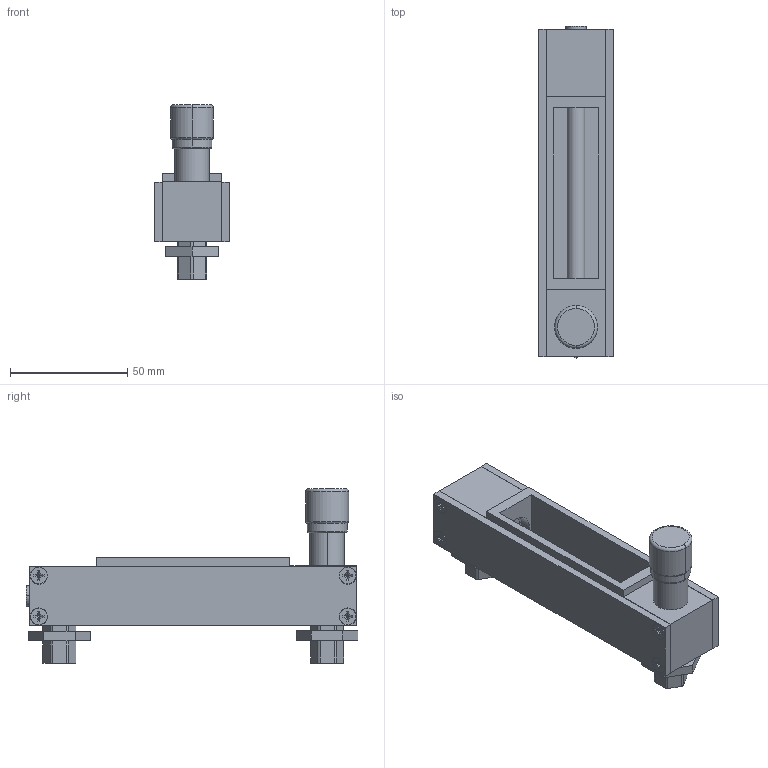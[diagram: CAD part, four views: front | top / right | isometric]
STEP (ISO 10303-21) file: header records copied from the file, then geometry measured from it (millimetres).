
FILE_DESCRIPTION((''),'2;1');
FILE_NAME('MJ11A101J410_ASM','2019-10-18T11:46:16',('Dlachman'),('MATHESON TRI-GAS'),'CREO PARAMETRIC BY PTC INC, 2018260','CREO PARAMETRIC BY PTC INC, 2018260','');
FILE_SCHEMA(('CONFIG_CONTROL_DESIGN'));
Length unit declared in the file: inch
Products named in the file (12): MFTG-0061-SA; MPLA-0001-AY; MFTG-0008-SA; MSCR-0003-SZ; MFRA-0101SA_ASM; MHSG-0103-PL; MJ14C201J514-PT1; MJ14C201J514-PT2; MAAT-0102-AA; MNUT-0002-SE; MJ13-4; MJ11A101J410_ASM
Assembly tree (21 placements, depth 3):
  MJ11A101J410_ASM
    MFRA-0101SA_ASM
      MFTG-0061-SA
      MPLA-0001-AY  x2
      MFTG-0008-SA
      MSCR-0003-SZ  x8
    MHSG-0103-PL
    MJ14C201J514-PT1
    MJ14C201J514-PT2
    MAAT-0102-AA  x2
    MNUT-0002-SE  x2
    MJ13-4
Bounding box: 32 x 141.62 x 74.52 mm (x, y, z)
Volume: 88412 mm3; surface area: 57396 mm2
Topology: 20 solids, 28 shells, 472 faces, 1174 edges, 600 vertices
Faces by surface type: bspline 160, cylinder 124, plane 106, cone 60, torus 22
Entity records: 7022 total; most frequent: CARTESIAN_POINT 1597, DIRECTION 1182, ORIENTED_EDGE 940, EDGE_CURVE 486, AXIS2_PLACEMENT_3D 471, VERTEX_POINT 330, EDGE_LOOP 271, VECTOR 240
